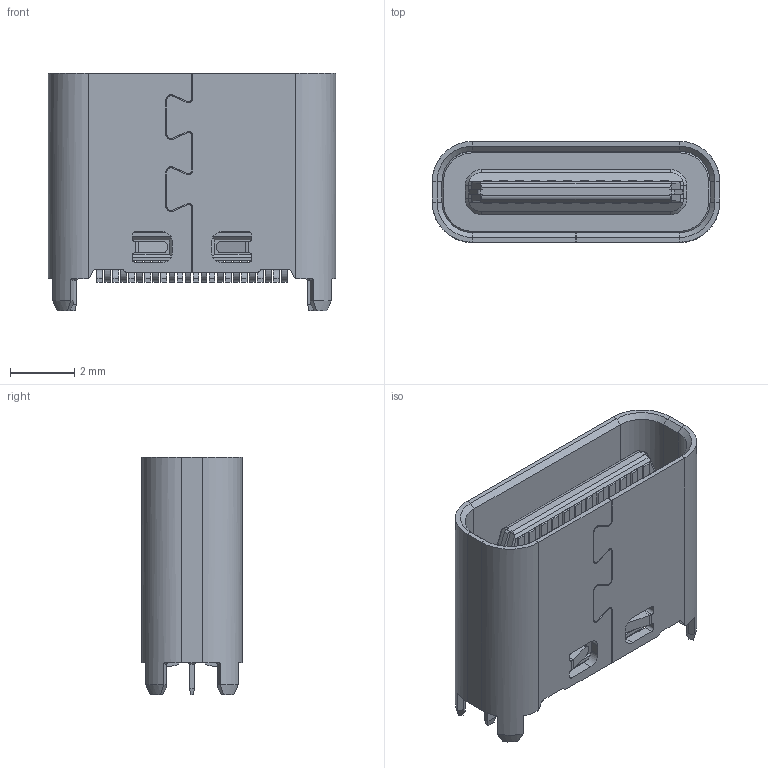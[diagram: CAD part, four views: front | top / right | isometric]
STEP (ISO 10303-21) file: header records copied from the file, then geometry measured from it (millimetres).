
FILE_DESCRIPTION (( 'STEP AP214' ), '1' );
FILE_NAME ('CX80B1-24P.STEP', '2019-10-23T17:11:59', ( '' ), ( '' ), 'SwSTEP 2.0', 'SolidWorks 2017', '' );
FILE_SCHEMA (( 'AUTOMOTIVE_DESIGN' ));
Length unit declared in the file: millimetre
Products named in the file (1): CX80B1-24P
Bounding box: 8.94 x 3.14 x 7.4 mm (x, y, z)
Volume: 84.1 mm3; surface area: 474.7 mm2
Topology: 50 solids, 50 shells, 889 faces, 2142 edges, 1352 vertices
Faces by surface type: plane 627, cylinder 186, cone 48, bspline 28
Entity records: 26861 total; most frequent: CARTESIAN_POINT 5792, ORIENTED_EDGE 4268, DIRECTION 4122, EDGE_CURVE 2134, LINE 1590, VECTOR 1590, VERTEX_POINT 1352, AXIS2_PLACEMENT_3D 1266
